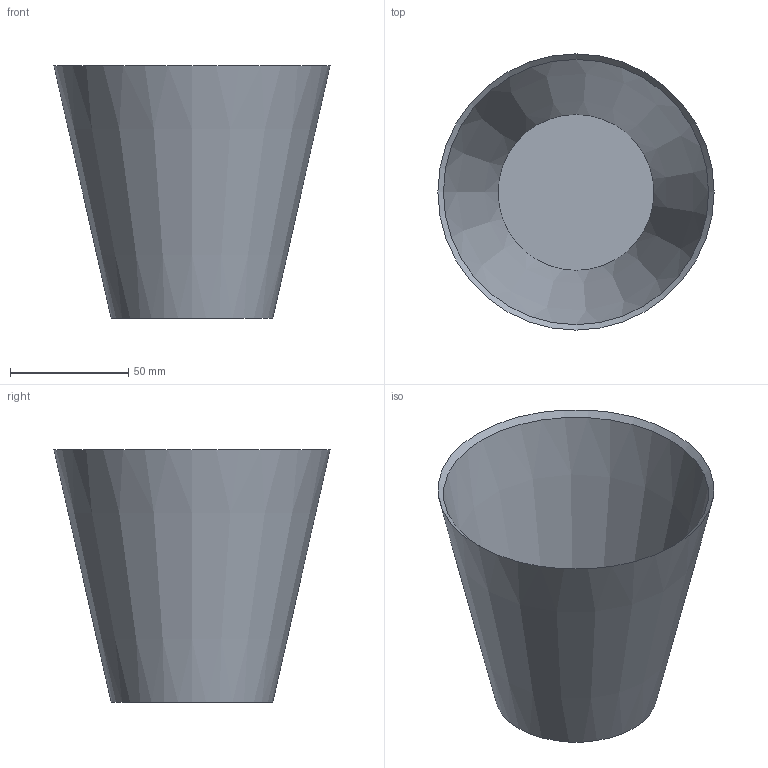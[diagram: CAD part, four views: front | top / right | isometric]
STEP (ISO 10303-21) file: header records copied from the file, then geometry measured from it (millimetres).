
FILE_DESCRIPTION(('FreeCAD Model'),'2;1');
FILE_NAME('basic_flower_pot_11_6_shell.step','2020-06-01T15:53:21',('Felix Morgner'),(''), 'Open CASCADE STEP processor 7.4','FreeCAD','Unknown');
FILE_SCHEMA(('AUTOMOTIVE_DESIGN { 1 0 10303 214 1 1 1 1 }'));
Length unit declared in the file: millimetre
Products named in the file (2): Shell
Assembly tree (1 placements, depth 2):
  Shell
    Shell
Bounding box: 116.65 x 116.65 x 106.6 mm (x, y, z)
Volume: 63240 mm3; surface area: 69060.3 mm2
Topology: 1 solids, 1 shells, 5 faces, 7 edges, 4 vertices
Faces by surface type: cone 3, plane 2
Entity records: 239 total; most frequent: DIRECTION 39, CARTESIAN_POINT 32, LINE 15, VECTOR 15, ORIENTED_EDGE 14, PCURVE 14, DEFINITIONAL_REPRESENTATION 14, AXIS2_PLACEMENT_3D 11
